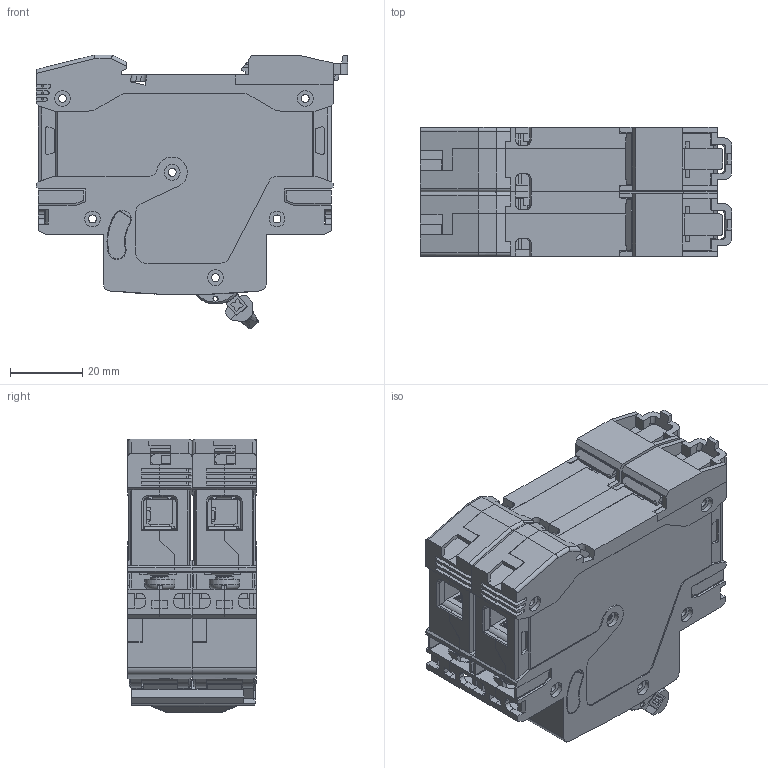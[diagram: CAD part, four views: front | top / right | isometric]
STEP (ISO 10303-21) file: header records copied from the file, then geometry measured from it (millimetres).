
FILE_DESCRIPTION((''),'2;1');
FILE_NAME('NB1-63H_2_2P2020100001_ASM','2023-07-20T13:47:17',('huytao'),(''),'CREO PARAMETRIC BY PTC INC, 2020044','CREO PARAMETRIC BY PTC INC, 2020044','');
FILE_SCHEMA(('CONFIG_CONTROL_DESIGN','SHAPE_APPEARANCE_LAYERS_GROUPS'));
Products named in the file (1): NB1-63H_2_2P2020100001_ASM
Bounding box: 86 x 35.6 x 75.69 mm (x, y, z)
Volume: 8051.2 mm3; surface area: 78363.5 mm2
Topology: 9 solids, 17 shells, 4743 faces, 13533 edges, 8850 vertices
Faces by surface type: plane 3482, cylinder 1083, bspline 82, torus 42, cone 34, sphere 20
Entity records: 177731 total; most frequent: CARTESIAN_POINT 45779, ORIENTED_EDGE 26975, DIRECTION 24249, EDGE_CURVE 13521, VECTOR 10649, LINE 10649, VERTEX_POINT 8850, AXIS2_PLACEMENT_3D 6800
